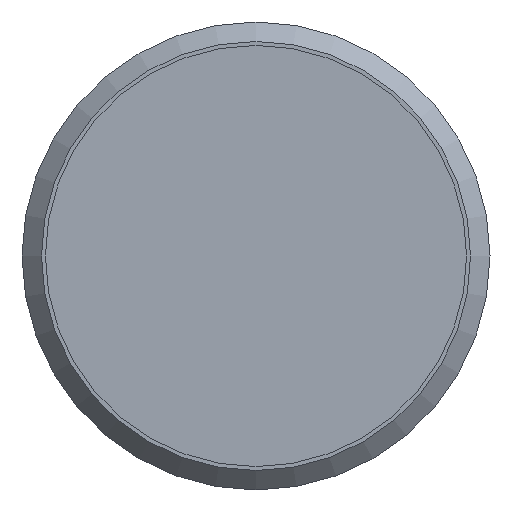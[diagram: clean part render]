
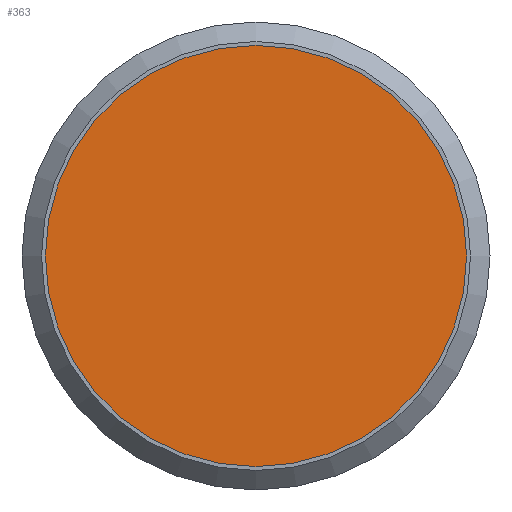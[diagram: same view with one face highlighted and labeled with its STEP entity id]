
A CAD part, front view. The second image highlights one B-rep face of the part: STEP entity #363.
In plain terms, the highlighted planar face has unit normal (0, -1, 0).
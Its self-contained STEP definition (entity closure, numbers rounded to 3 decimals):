
#71=FACE_OUTER_BOUND('',#94,.T.);
#94=EDGE_LOOP('',(#231));
#122=CIRCLE('',#407,5.4);
#149=VERTEX_POINT('',#577);
#182=EDGE_CURVE('',#149,#149,#122,.T.);
#231=ORIENTED_EDGE('',*,*,#182,.T.);
#329=PLANE('',#406);
#363=ADVANCED_FACE('',(#71),#329,.T.);
#406=AXIS2_PLACEMENT_3D('',#576,#458,#459);
#407=AXIS2_PLACEMENT_3D('',#578,#460,#461);
#458=DIRECTION('center_axis',(0.,-1.,0.));
#459=DIRECTION('ref_axis',(0.,0.,-1.));
#460=DIRECTION('center_axis',(0.,-1.,0.));
#461=DIRECTION('ref_axis',(1.,0.,0.));
#576=CARTESIAN_POINT('Origin',(2.7,0.,0.));
#577=CARTESIAN_POINT('',(-5.4,0.,0.));
#578=CARTESIAN_POINT('Origin',(0.,0.,
0.));
